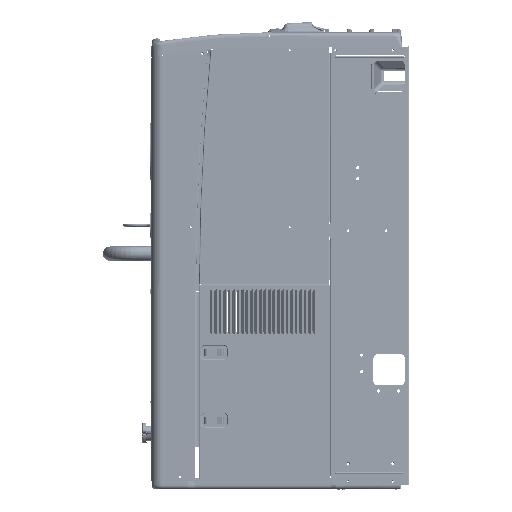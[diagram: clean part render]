
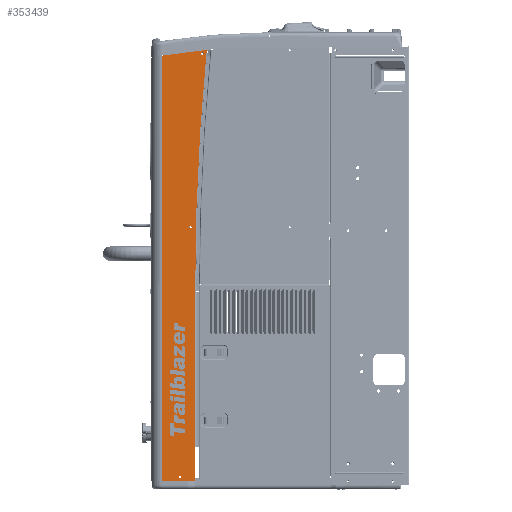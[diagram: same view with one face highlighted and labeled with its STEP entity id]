
A CAD part, left-side view. The second image highlights one B-rep face of the part: STEP entity #353439.
In plain terms, the highlighted planar face has unit normal (-0.999, 0.035, 0).
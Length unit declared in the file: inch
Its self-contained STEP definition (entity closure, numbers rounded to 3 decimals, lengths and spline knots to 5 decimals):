
#1952 = EDGE_CURVE ( 'NONE', #183704, #358448, #274255, .T. ) ;
#2328 = CARTESIAN_POINT ( 'NONE',  ( -9.4962, 23.24711, 20.99772 ) ) ;
#7262 = AXIS2_PLACEMENT_3D ( 'NONE', #114651, #112847, #116443 ) ;
#8840 = CARTESIAN_POINT ( 'NONE',  ( -9.47358, 23.89495, 21.79014 ) ) ;
#13926 = EDGE_CURVE ( 'NONE', #241951, #183704, #259448, .T. ) ;
#16988 = DIRECTION ( 'NONE',  ( 0.999, -0.035, 0. ) ) ;
#19600 = FACE_BOUND ( 'NONE', #233063, .T. ) ;
#25247 = EDGE_CURVE ( 'NONE', #135587, #29574, #143943, .T. ) ;
#29574 = VERTEX_POINT ( 'NONE', #233981 ) ;
#34928 = AXIS2_PLACEMENT_3D ( 'NONE', #162146, #301160, #110781 ) ;
#44837 = CARTESIAN_POINT ( 'NONE',  ( -9.3454, 27.56551, -26.674 ) ) ;
#46367 = CARTESIAN_POINT ( 'NONE',  ( -9.40286, 25.92003, 21.03468 ) ) ;
#54562 = VERTEX_POINT ( 'NONE', #237598 ) ;
#66147 = ORIENTED_EDGE ( 'NONE', *, *, #13926, .T. ) ;
#69987 = EDGE_CURVE ( 'NONE', #358448, #135587, #170682, .T. ) ;
#71397 = AXIS2_PLACEMENT_3D ( 'NONE', #270230, #240979, #209885 ) ;
#71583 = CARTESIAN_POINT ( 'NONE',  ( -9.47358, 23.89495, -5.185 ) ) ;
#74938 = DIRECTION ( 'NONE',  ( -0.999, 0.035, 0. ) ) ;
#77054 = ORIENTED_EDGE ( 'NONE', *, *, #155491, .T. ) ;
#77478 = EDGE_CURVE ( 'NONE', #328958, #241951, #139643, .T. ) ;
#77615 = DIRECTION ( 'NONE',  ( -0.035, -0.999, 0. ) ) ;
#94857 = ORIENTED_EDGE ( 'NONE', *, *, #69987, .T. ) ;
#97127 = ORIENTED_EDGE ( 'NONE', *, *, #1952, .T. ) ;
#97582 = CARTESIAN_POINT ( 'NONE',  ( -9.3454, 27.56551, 20.76496 ) ) ;
#101013 = CARTESIAN_POINT ( 'NONE',  ( -9.5011, 23.1067, 20.99772 ) ) ;
#105784 = CIRCLE ( 'NONE', #216865, 0.1405 ) ;
#105981 = DIRECTION ( 'NONE',  ( 0.035, 0.999, 0. ) ) ;
#110781 = DIRECTION ( 'NONE',  ( -0.035, -0.999, 0. ) ) ;
#112847 = DIRECTION ( 'NONE',  ( 0.999, -0.035, 0. ) ) ;
#112891 = CIRCLE ( 'NONE', #311425, 0.1405 ) ;
#114651 = CARTESIAN_POINT ( 'NONE',  ( -19.07422, -251.03147, -5.185 ) ) ;
#116443 = DIRECTION ( 'NONE',  ( 0.035, 0.999, 0. ) ) ;
#118759 = AXIS2_PLACEMENT_3D ( 'NONE', #336565, #197597, #170121 ) ;
#121152 = CARTESIAN_POINT ( 'NONE',  ( -9.45492, 24.42913, 1.61301 ) ) ;
#128245 = EDGE_CURVE ( 'NONE', #138617, #283264, #112891, .T. ) ;
#135587 = VERTEX_POINT ( 'NONE', #317340 ) ;
#137217 = CARTESIAN_POINT ( 'NONE',  ( -9.4606, 24.26661, 21.25035 ) ) ;
#138617 = VERTEX_POINT ( 'NONE', #351211 ) ;
#139643 = LINE ( 'NONE', #328212, #216302 ) ;
#142287 = EDGE_CURVE ( 'NONE', #283264, #138617, #105784, .T. ) ;
#143734 = CIRCLE ( 'NONE', #167119, 0.1405 ) ;
#143943 =( BOUNDED_CURVE ( )  B_SPLINE_CURVE ( 3, ( #348192, #137217, #46367, #97582 ),
 .UNSPECIFIED., .F., .T. ) 
 B_SPLINE_CURVE_WITH_KNOTS ( ( 4, 4 ),
 ( 1.66773, 1.73327 ),
 .UNSPECIFIED. ) 
 CURVE ( )  GEOMETRIC_REPRESENTATION_ITEM ( )  RATIONAL_B_SPLINE_CURVE ( ( 1., 1., 1., 1. ) ) 
 REPRESENTATION_ITEM ( '' )  );
#153805 = CARTESIAN_POINT ( 'NONE',  ( -9.45983, 24.28871, 1.61301 ) ) ;
#155491 = EDGE_CURVE ( 'NONE', #29574, #328958, #189977, .T. ) ;
#156797 = PLANE ( 'NONE',  #71397 ) ;
#162146 = CARTESIAN_POINT ( 'NONE',  ( -9.5011, 23.1067, 20.99772 ) ) ;
#162494 = CARTESIAN_POINT ( 'NONE',  ( -9.3454, 27.56551, 21.79014 ) ) ;
#167119 = AXIS2_PLACEMENT_3D ( 'NONE', #101013, #16988, #207279 ) ;
#170121 = DIRECTION ( 'NONE',  ( -0.035, -0.999, 0. ) ) ;
#170682 = CIRCLE ( 'NONE', #7262, 275.094 ) ;
#172397 = ORIENTED_EDGE ( 'NONE', *, *, #128245, .F. ) ;
#174684 = EDGE_CURVE ( 'NONE', #234638, #54562, #221961, .T. ) ;
#183704 = VERTEX_POINT ( 'NONE', #185831 ) ;
#185831 = CARTESIAN_POINT ( 'NONE',  ( -9.47358, 23.89495, -22.909 ) ) ;
#189977 = LINE ( 'NONE', #162494, #356413 ) ;
#196112 = VECTOR ( 'NONE', #330829, 39.37008 ) ;
#197597 = DIRECTION ( 'NONE',  ( 0.999, -0.035, 0. ) ) ;
#206626 = CARTESIAN_POINT ( 'NONE',  ( -9.45002, 24.56954, 1.61301 ) ) ;
#207279 = DIRECTION ( 'NONE',  ( -0.035, -0.999, 0. ) ) ;
#208843 = EDGE_LOOP ( 'NONE', ( #354829, #353785 ) ) ;
#209885 = DIRECTION ( 'NONE',  ( 0.035, 0.999, 0. ) ) ;
#210540 = EDGE_CURVE ( 'NONE', #310455, #252399, #311536, .T. ) ;
#216302 = VECTOR ( 'NONE', #77615, 39.37008 ) ;
#216865 = AXIS2_PLACEMENT_3D ( 'NONE', #356537, #74938, #105981 ) ;
#216921 = CIRCLE ( 'NONE', #298611, 0.1405 ) ;
#221961 = CIRCLE ( 'NONE', #34928, 0.1405 ) ;
#230714 = EDGE_LOOP ( 'NONE', ( #77054, #248950, #66147, #97127, #94857, #310655 ) ) ;
#233063 = EDGE_LOOP ( 'NONE', ( #240696, #172397 ) ) ;
#233981 = CARTESIAN_POINT ( 'NONE',  ( -9.3454, 27.56551, 20.76496 ) ) ;
#234638 = VERTEX_POINT ( 'NONE', #2328 ) ;
#236264 = ORIENTED_EDGE ( 'NONE', *, *, #210540, .T. ) ;
#237598 = CARTESIAN_POINT ( 'NONE',  ( -9.50601, 22.96628, 20.99772 ) ) ;
#240696 = ORIENTED_EDGE ( 'NONE', *, *, #142287, .F. ) ;
#240979 = DIRECTION ( 'NONE',  ( -0.999, 0.035, 0. ) ) ;
#241951 = VERTEX_POINT ( 'NONE', #340550 ) ;
#245018 = CARTESIAN_POINT ( 'NONE',  ( -9.47358, 23.89495, 21.79014 ) ) ;
#246516 = CARTESIAN_POINT ( 'NONE',  ( -9.40916, 25.73962, -26.299 ) ) ;
#248504 = EDGE_CURVE ( 'NONE', #252399, #310455, #216921, .T. ) ;
#248950 = ORIENTED_EDGE ( 'NONE', *, *, #77478, .T. ) ;
#252399 = VERTEX_POINT ( 'NONE', #153805 ) ;
#257592 = VECTOR ( 'NONE', #345295, 39.37008 ) ;
#259448 = LINE ( 'NONE', #8840, #257592 ) ;
#260283 = DIRECTION ( 'NONE',  ( 0.035, 0.999, 0. ) ) ;
#270230 = CARTESIAN_POINT ( 'NONE',  ( -9.58095, 20.82014, 21.79014 ) ) ;
#272022 = FACE_OUTER_BOUND ( 'NONE', #230714, .T. ) ;
#274255 = LINE ( 'NONE', #245018, #196112 ) ;
#283264 = VERTEX_POINT ( 'NONE', #246516 ) ;
#286667 = DIRECTION ( 'NONE',  ( 0., 0., -1. ) ) ;
#289472 = CARTESIAN_POINT ( 'NONE',  ( -9.41406, 25.59921, -26.299 ) ) ;
#290811 = EDGE_CURVE ( 'NONE', #54562, #234638, #143734, .T. ) ;
#292180 = FACE_BOUND ( 'NONE', #208843, .T. ) ;
#293538 = ORIENTED_EDGE ( 'NONE', *, *, #248504, .T. ) ;
#293892 = EDGE_LOOP ( 'NONE', ( #236264, #293538 ) ) ;
#294012 = FACE_BOUND ( 'NONE', #293892, .T. ) ;
#298611 = AXIS2_PLACEMENT_3D ( 'NONE', #121152, #315068, #340712 ) ;
#301160 = DIRECTION ( 'NONE',  ( 0.999, -0.035, 0. ) ) ;
#310455 = VERTEX_POINT ( 'NONE', #206626 ) ;
#310655 = ORIENTED_EDGE ( 'NONE', *, *, #25247, .T. ) ;
#311425 = AXIS2_PLACEMENT_3D ( 'NONE', #289472, #344329, #260283 ) ;
#311536 = CIRCLE ( 'NONE', #118759, 0.1405 ) ;
#315068 = DIRECTION ( 'NONE',  ( 0.999, -0.035, 0. ) ) ;
#317340 = CARTESIAN_POINT ( 'NONE',  ( -9.51855, 22.607, 21.41173 ) ) ;
#328212 = CARTESIAN_POINT ( 'NONE',  ( -9.3454, 27.56551, -26.674 ) ) ;
#328958 = VERTEX_POINT ( 'NONE', #44837 ) ;
#330829 = DIRECTION ( 'NONE',  ( 0., 0., 1. ) ) ;
#336565 = CARTESIAN_POINT ( 'NONE',  ( -9.45492, 24.42913, 1.61301 ) ) ;
#340550 = CARTESIAN_POINT ( 'NONE',  ( -9.47358, 23.89495, -26.674 ) ) ;
#340712 = DIRECTION ( 'NONE',  ( -0.035, -0.999, 0. ) ) ;
#344329 = DIRECTION ( 'NONE',  ( -0.999, 0.035, 0. ) ) ;
#345295 = DIRECTION ( 'NONE',  ( 0., 0., 1. ) ) ;
#348192 = CARTESIAN_POINT ( 'NONE',  ( -9.51855, 22.607, 21.41173 ) ) ;
#351211 = CARTESIAN_POINT ( 'NONE',  ( -9.41897, 25.45879, -26.299 ) ) ;
#353439 = ADVANCED_FACE ( 'NONE', ( #19600, #292180, #272022, #294012 ), #156797, .T. ) ;
#353785 = ORIENTED_EDGE ( 'NONE', *, *, #290811, .T. ) ;
#354829 = ORIENTED_EDGE ( 'NONE', *, *, #174684, .T. ) ;
#356413 = VECTOR ( 'NONE', #286667, 39.37008 ) ;
#356537 = CARTESIAN_POINT ( 'NONE',  ( -9.41406, 25.59921, -26.299 ) ) ;
#358448 = VERTEX_POINT ( 'NONE', #71583 ) ;
